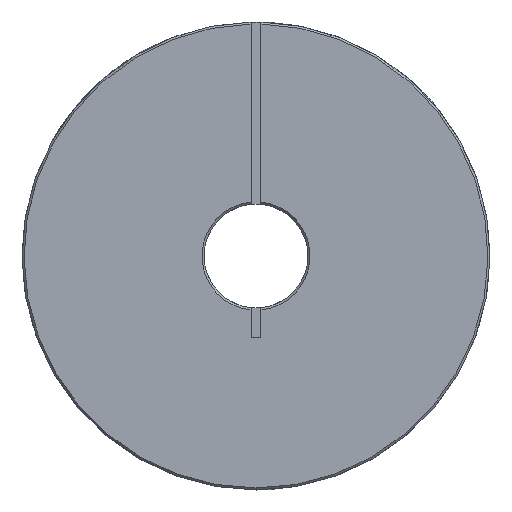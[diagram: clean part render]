
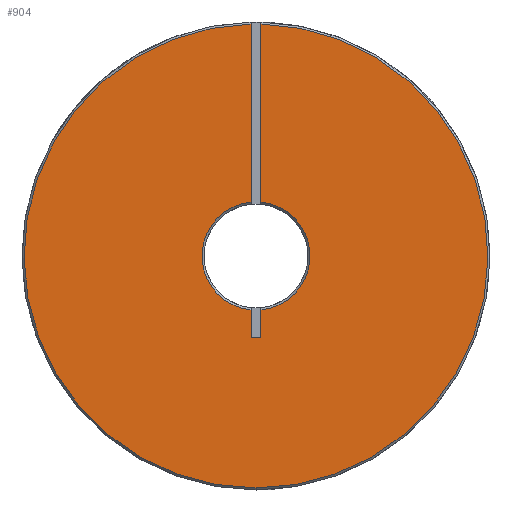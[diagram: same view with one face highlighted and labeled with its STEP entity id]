
A CAD part, left-side view. The second image highlights one B-rep face of the part: STEP entity #904.
In plain terms, the highlighted planar face has unit normal (-1, 0, 0).
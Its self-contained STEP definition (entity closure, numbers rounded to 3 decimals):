
#3 = AXIS2_PLACEMENT_3D ( 'NONE', #1317, #1320, #1326 ) ;
#4 = VERTEX_POINT ( 'NONE', #196 ) ;
#11 = CARTESIAN_POINT ( 'NONE',  ( 0., 0.61, 28.318 ) ) ;
#16 = CARTESIAN_POINT ( 'NONE',  ( 0., 0., -28.325 ) ) ;
#57 = VERTEX_POINT ( 'NONE', #168 ) ;
#69 = VERTEX_POINT ( 'NONE', #236 ) ;
#72 = CARTESIAN_POINT ( 'NONE',  ( 0., 0.61, 28.568 ) ) ;
#136 = VERTEX_POINT ( 'NONE', #278 ) ;
#168 = CARTESIAN_POINT ( 'NONE',  ( 0., -0.61, -10.004 ) ) ;
#196 = CARTESIAN_POINT ( 'NONE',  ( 0., 0.61, 6.572 ) ) ;
#198 = DIRECTION ( 'NONE',  ( 0., 0., -1. ) ) ;
#236 = CARTESIAN_POINT ( 'NONE',  ( 0., -0.61, 28.318 ) ) ;
#243 = ORIENTED_EDGE ( 'NONE', *, *, #530, .T. ) ;
#246 = ORIENTED_EDGE ( 'NONE', *, *, #532, .T. ) ;
#251 = ORIENTED_EDGE ( 'NONE', *, *, #540, .F. ) ;
#253 = ORIENTED_EDGE ( 'NONE', *, *, #545, .T. ) ;
#256 = ORIENTED_EDGE ( 'NONE', *, *, #1105, .T. ) ;
#260 = ORIENTED_EDGE ( 'NONE', *, *, #556, .F. ) ;
#276 = ORIENTED_EDGE ( 'NONE', *, *, #560, .T. ) ;
#278 = CARTESIAN_POINT ( 'NONE',  ( 0., 0.61, -6.572 ) ) ;
#279 = ORIENTED_EDGE ( 'NONE', *, *, #570, .T. ) ;
#285 = ORIENTED_EDGE ( 'NONE', *, *, #574, .T. ) ;
#337 = CARTESIAN_POINT ( 'NONE',  ( 0., 0., 0. ) ) ;
#483 = CARTESIAN_POINT ( 'NONE',  ( 0., 0., 0. ) ) ;
#530 = EDGE_CURVE ( 'NONE', #1269, #136, #1637, .T. ) ;
#532 = EDGE_CURVE ( 'NONE', #136, #4, #1571, .T. ) ;
#540 = EDGE_CURVE ( 'NONE', #1690, #4, #1581, .T. ) ;
#545 = EDGE_CURVE ( 'NONE', #1690, #1611, #1556, .T. ) ;
#556 = EDGE_CURVE ( 'NONE', #901, #69, #1552, .T. ) ;
#560 = EDGE_CURVE ( 'NONE', #901, #647, #1557, .T. ) ;
#570 = EDGE_CURVE ( 'NONE', #647, #57, #1521, .T. ) ;
#574 = EDGE_CURVE ( 'NONE', #57, #1269, #1523, .T. ) ;
#598 = DIRECTION ( 'NONE',  ( -1., 0., 0. ) ) ;
#615 = DIRECTION ( 'NONE',  ( 0., 0., 1. ) ) ;
#647 = VERTEX_POINT ( 'NONE', #1145 ) ;
#877 = CIRCLE ( 'NONE', #1160, 28.325 ) ;
#901 = VERTEX_POINT ( 'NONE', #1505 ) ;
#904 = ADVANCED_FACE ( 'NONE', ( #1178 ), #1383, .T. ) ;
#1105 = EDGE_CURVE ( 'NONE', #1611, #69, #877, .T. ) ;
#1145 = CARTESIAN_POINT ( 'NONE',  ( 0., -0.61, -6.572 ) ) ;
#1160 = AXIS2_PLACEMENT_3D ( 'NONE', #483, #1676, #1548 ) ;
#1164 = CARTESIAN_POINT ( 'NONE',  ( 0., 0.61, 0. ) ) ;
#1178 = FACE_OUTER_BOUND ( 'NONE', #1866, .T. ) ;
#1210 = AXIS2_PLACEMENT_3D ( 'NONE', #1889, #1346, #1399 ) ;
#1269 = VERTEX_POINT ( 'NONE', #1820 ) ;
#1317 = CARTESIAN_POINT ( 'NONE',  ( 0., 0., 0. ) ) ;
#1320 = DIRECTION ( 'NONE',  ( 1., 0., 0. ) ) ;
#1326 = DIRECTION ( 'NONE',  ( 0., 0., 1. ) ) ;
#1346 = DIRECTION ( 'NONE',  ( -1., 0., 0. ) ) ;
#1383 = PLANE ( 'NONE',  #1210 ) ;
#1399 = DIRECTION ( 'NONE',  ( 0., 0., 1. ) ) ;
#1413 = CARTESIAN_POINT ( 'NONE',  ( 0., -0.61, 6.321 ) ) ;
#1418 = DIRECTION ( 'NONE',  ( 0., 0., 1. ) ) ;
#1456 = DIRECTION ( 'NONE',  ( 0., 0., 1. ) ) ;
#1504 = VECTOR ( 'NONE', #1695, 1000. ) ;
#1505 = CARTESIAN_POINT ( 'NONE',  ( 0., -0.61, 6.572 ) ) ;
#1520 = DIRECTION ( 'NONE',  ( 0., 1., 0. ) ) ;
#1521 = LINE ( 'NONE', #1524, #1504 ) ;
#1523 = LINE ( 'NONE', #1692, #1530 ) ;
#1524 = CARTESIAN_POINT ( 'NONE',  ( 0., -0.61, 0. ) ) ;
#1526 = CARTESIAN_POINT ( 'NONE',  ( 0., 0., 0. ) ) ;
#1530 = VECTOR ( 'NONE', #1520, 1000. ) ;
#1531 = DIRECTION ( 'NONE',  ( 1., 0., 0. ) ) ;
#1532 = VECTOR ( 'NONE', #1418, 1000. ) ;
#1539 = DIRECTION ( 'NONE',  ( 0., 0., 1. ) ) ;
#1548 = DIRECTION ( 'NONE',  ( 0., 0., 1. ) ) ;
#1552 = LINE ( 'NONE', #1413, #1532 ) ;
#1553 = VECTOR ( 'NONE', #198, 1000. ) ;
#1556 = CIRCLE ( 'NONE', #1827, 28.325 ) ;
#1557 = CIRCLE ( 'NONE', #1937, 6.6 ) ;
#1570 = VECTOR ( 'NONE', #1456, 1000. ) ;
#1571 = CIRCLE ( 'NONE', #3, 6.6 ) ;
#1581 = LINE ( 'NONE', #72, #1553 ) ;
#1611 = VERTEX_POINT ( 'NONE', #16 ) ;
#1637 = LINE ( 'NONE', #1164, #1570 ) ;
#1676 = DIRECTION ( 'NONE',  ( -1., 0., 0. ) ) ;
#1690 = VERTEX_POINT ( 'NONE', #11 ) ;
#1692 = CARTESIAN_POINT ( 'NONE',  ( 0., 0., -10.004 ) ) ;
#1695 = DIRECTION ( 'NONE',  ( 0., 0., -1. ) ) ;
#1820 = CARTESIAN_POINT ( 'NONE',  ( 0., 0.61, -10.004 ) ) ;
#1827 = AXIS2_PLACEMENT_3D ( 'NONE', #337, #598, #615 ) ;
#1866 = EDGE_LOOP ( 'NONE', ( #243, #246, #251, #253, #256, #260, #276, #279, #285 ) ) ;
#1889 = CARTESIAN_POINT ( 'NONE',  ( 0., 0., 0. ) ) ;
#1937 = AXIS2_PLACEMENT_3D ( 'NONE', #1526, #1531, #1539 ) ;
